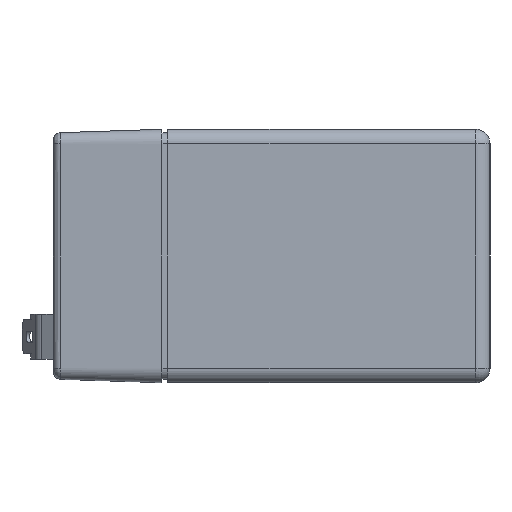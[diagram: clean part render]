
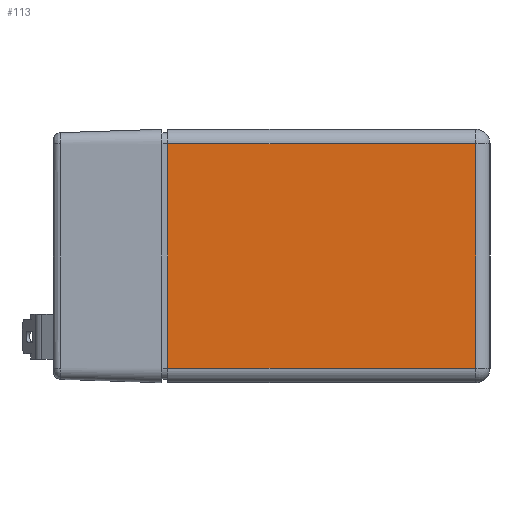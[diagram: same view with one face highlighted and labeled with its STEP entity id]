
A CAD part, left-side view. The second image highlights one B-rep face of the part: STEP entity #113.
In plain terms, the highlighted planar face has unit normal (-1, 0, 0).
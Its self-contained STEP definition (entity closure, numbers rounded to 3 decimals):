
#113 = ADVANCED_FACE ( 'NONE', ( #2663 ), #2849, .F. ) ;
#275 = EDGE_LOOP ( 'NONE', ( #523, #524, #525, #526 ) ) ;
#285 = VERTEX_POINT ( 'NONE', #3689 ) ;
#286 = VERTEX_POINT ( 'NONE', #3690 ) ;
#325 = VERTEX_POINT ( 'NONE', #3890 ) ;
#327 = VERTEX_POINT ( 'NONE', #3888 ) ;
#523 = ORIENTED_EDGE ( 'NONE', *, *, #555, .T. ) ;
#524 = ORIENTED_EDGE ( 'NONE', *, *, #556, .T. ) ;
#525 = ORIENTED_EDGE ( 'NONE', *, *, #543, .F. ) ;
#526 = ORIENTED_EDGE ( 'NONE', *, *, #557, .T. ) ;
#543 = EDGE_CURVE ( 'NONE', #285, #286, #4010, .T. ) ;
#555 = EDGE_CURVE ( 'NONE', #325, #327, #4026, .T. ) ;
#556 = EDGE_CURVE ( 'NONE', #327, #286, #4027, .T. ) ;
#557 = EDGE_CURVE ( 'NONE', #285, #325, #4031, .T. ) ;
#2663 = FACE_OUTER_BOUND ( 'NONE', #275, .T. ) ;
#2847 = CARTESIAN_POINT ( 'NONE',  ( 0., 44.5, 0. ) ) ;
#2849 = PLANE ( 'NONE',  #2887 ) ;
#2851 = DIRECTION ( 'NONE',  ( 1., 0., 0. ) ) ;
#2852 = DIRECTION ( 'NONE',  ( 0., 0., -1. ) ) ;
#2887 = AXIS2_PLACEMENT_3D ( 'NONE', #2847, #2851, #2852 ) ;
#3689 = CARTESIAN_POINT ( 'NONE',  ( 0., 44.5, -33. ) ) ;
#3690 = CARTESIAN_POINT ( 'NONE',  ( 0., 44.5, -2. ) ) ;
#3888 = CARTESIAN_POINT ( 'NONE',  ( 0., 2., -2. ) ) ;
#3890 = CARTESIAN_POINT ( 'NONE',  ( 0., 2., -33. ) ) ;
#3941 = CARTESIAN_POINT ( 'NONE',  ( 0., 44.5, 0. ) ) ;
#3942 = DIRECTION ( 'NONE',  ( 0., 0., 1. ) ) ;
#3973 = CARTESIAN_POINT ( 'NONE',  ( 0., 44.5, -2. ) ) ;
#3974 = CARTESIAN_POINT ( 'NONE',  ( 0., 2., 0. ) ) ;
#3980 = DIRECTION ( 'NONE',  ( 0., 0., 1. ) ) ;
#3982 = DIRECTION ( 'NONE',  ( 0., 1., 0. ) ) ;
#3983 = CARTESIAN_POINT ( 'NONE',  ( 0., 44.5, -33. ) ) ;
#3984 = DIRECTION ( 'NONE',  ( 0., -1., 0. ) ) ;
#4010 = LINE ( 'NONE', #3941, #4012 ) ;
#4012 = VECTOR ( 'NONE', #3942, 1000. ) ;
#4026 = LINE ( 'NONE', #3974, #4030 ) ;
#4027 = LINE ( 'NONE', #3973, #4032 ) ;
#4030 = VECTOR ( 'NONE', #3980, 1000. ) ;
#4031 = LINE ( 'NONE', #3983, #4034 ) ;
#4032 = VECTOR ( 'NONE', #3982, 1000. ) ;
#4034 = VECTOR ( 'NONE', #3984, 1000. ) ;
